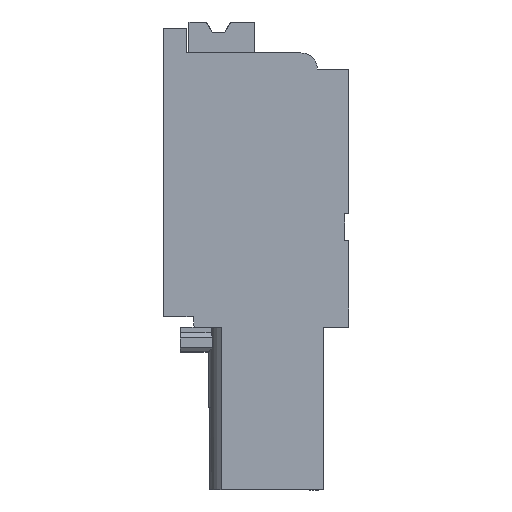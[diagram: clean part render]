
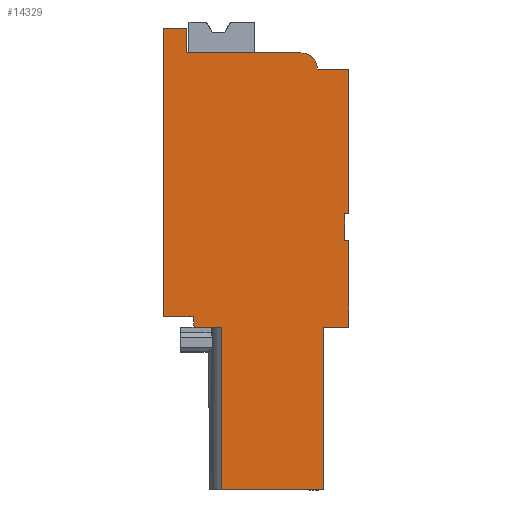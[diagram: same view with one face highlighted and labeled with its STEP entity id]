
A CAD part, left-side view. The second image highlights one B-rep face of the part: STEP entity #14329.
In plain terms, the highlighted planar face has unit normal (-1, 0, 0).
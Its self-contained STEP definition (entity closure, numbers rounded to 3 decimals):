
#2827=AXIS2_PLACEMENT_3D('Circle Axis2P3D',#2825,#2826,$) ;
#14302=AXIS2_PLACEMENT_3D('Plane Axis2P3D',#14299,#14300,#14301) ;
#40=CARTESIAN_POINT('Vertex',(0.,0.,13.4)) ;
#45=CARTESIAN_POINT('Line Origine',(0.,0.1,13.4)) ;
#49=CARTESIAN_POINT('Vertex',(0.,0.2,13.4)) ;
#83=CARTESIAN_POINT('Line Origine',(0.,0.2,12.75)) ;
#87=CARTESIAN_POINT('Vertex',(0.,0.2,12.1)) ;
#107=CARTESIAN_POINT('Line Origine',(0.,0.1,12.1)) ;
#111=CARTESIAN_POINT('Vertex',(0.,0.,12.1)) ;
#138=CARTESIAN_POINT('Line Origine',(0.,0.,10.)) ;
#142=CARTESIAN_POINT('Vertex',(0.,0.,7.9)) ;
#793=CARTESIAN_POINT('Line Origine',(0.,0.612,7.9)) ;
#797=CARTESIAN_POINT('Vertex',(0.,1.224,7.9)) ;
#1210=CARTESIAN_POINT('Line Origine',(0.,1.224,3.95)) ;
#1214=CARTESIAN_POINT('Vertex',(0.,1.224,0.)) ;
#2089=CARTESIAN_POINT('Line Origine',(0.,3.705,0.)) ;
#2093=CARTESIAN_POINT('Vertex',(0.,6.187,0.)) ;
#2822=CARTESIAN_POINT('Vertex',(0.,2.325,21.2)) ;
#2825=CARTESIAN_POINT('Axis2P3D Location',(0.,2.325,20.4)) ;
#2829=CARTESIAN_POINT('Vertex',(0.,1.525,20.4)) ;
#2955=CARTESIAN_POINT('Line Origine',(0.,5.087,21.2)) ;
#2959=CARTESIAN_POINT('Vertex',(0.,7.85,21.2)) ;
#3713=CARTESIAN_POINT('Line Origine',(0.,7.85,21.8)) ;
#3717=CARTESIAN_POINT('Vertex',(0.,7.85,22.4)) ;
#3744=CARTESIAN_POINT('Line Origine',(0.,8.425,22.4)) ;
#3748=CARTESIAN_POINT('Vertex',(0.,9.,22.4)) ;
#3775=CARTESIAN_POINT('Line Origine',(0.,9.,15.4)) ;
#3779=CARTESIAN_POINT('Vertex',(0.,9.,8.4)) ;
#4044=CARTESIAN_POINT('Line Origine',(0.,8.272,8.4)) ;
#4048=CARTESIAN_POINT('Vertex',(0.,7.545,8.4)) ;
#4200=CARTESIAN_POINT('Vertex',(0.,7.501,7.9)) ;
#4203=CARTESIAN_POINT('Line Origine',(0.,7.523,8.15)) ;
#4274=CARTESIAN_POINT('Vertex',(0.,6.187,7.9)) ;
#4277=CARTESIAN_POINT('Line Origine',(0.,6.844,7.9)) ;
#11982=CARTESIAN_POINT('Line Origine',(0.,0.762,20.4)) ;
#11986=CARTESIAN_POINT('Vertex',(0.,0.,20.4)) ;
#13420=CARTESIAN_POINT('Line Origine',(0.,6.187,3.95)) ;
#14299=CARTESIAN_POINT('Axis2P3D Location',(0.,0.,0.)) ;
#14304=CARTESIAN_POINT('Line Origine',(0.,0.,16.9)) ;
#46=DIRECTION('Vector Direction',(0.,1.,0.)) ;
#84=DIRECTION('Vector Direction',(0.,0.,1.)) ;
#108=DIRECTION('Vector Direction',(0.,-1.,0.)) ;
#139=DIRECTION('Vector Direction',(0.,0.,1.)) ;
#794=DIRECTION('Vector Direction',(0.,1.,0.)) ;
#1211=DIRECTION('Vector Direction',(0.,0.,1.)) ;
#2090=DIRECTION('Vector Direction',(0.,-1.,0.)) ;
#2826=DIRECTION('Axis2P3D Direction',(-1.,-0.,0.)) ;
#2956=DIRECTION('Vector Direction',(0.,-1.,0.)) ;
#3714=DIRECTION('Vector Direction',(0.,0.,-1.)) ;
#3745=DIRECTION('Vector Direction',(0.,-1.,0.)) ;
#3776=DIRECTION('Vector Direction',(0.,0.,1.)) ;
#4045=DIRECTION('Vector Direction',(0.,-1.,0.)) ;
#4204=DIRECTION('Vector Direction',(0.,0.087,0.996)) ;
#4278=DIRECTION('Vector Direction',(0.,1.,0.)) ;
#11983=DIRECTION('Vector Direction',(0.,-1.,0.)) ;
#13421=DIRECTION('Vector Direction',(0.,0.,1.)) ;
#14300=DIRECTION('Axis2P3D Direction',(-1.,0.,0.)) ;
#14301=DIRECTION('Axis2P3D XDirection',(0.,0.,1.)) ;
#14305=DIRECTION('Vector Direction',(0.,0.,1.)) ;
#47=VECTOR('Line Direction',#46,1.) ;
#85=VECTOR('Line Direction',#84,1.) ;
#109=VECTOR('Line Direction',#108,1.) ;
#140=VECTOR('Line Direction',#139,1.) ;
#795=VECTOR('Line Direction',#794,1.) ;
#1212=VECTOR('Line Direction',#1211,1.) ;
#2091=VECTOR('Line Direction',#2090,1.) ;
#2957=VECTOR('Line Direction',#2956,1.) ;
#3715=VECTOR('Line Direction',#3714,1.) ;
#3746=VECTOR('Line Direction',#3745,1.) ;
#3777=VECTOR('Line Direction',#3776,1.) ;
#4046=VECTOR('Line Direction',#4045,1.) ;
#4205=VECTOR('Line Direction',#4204,1.) ;
#4279=VECTOR('Line Direction',#4278,1.) ;
#11984=VECTOR('Line Direction',#11983,1.) ;
#13422=VECTOR('Line Direction',#13421,1.) ;
#14306=VECTOR('Line Direction',#14305,1.) ;
#14310=ORIENTED_EDGE('',*,*,#14308,.T.) ;
#14311=ORIENTED_EDGE('',*,*,#11988,.T.) ;
#14312=ORIENTED_EDGE('',*,*,#2831,.T.) ;
#14313=ORIENTED_EDGE('',*,*,#2961,.T.) ;
#14314=ORIENTED_EDGE('',*,*,#3719,.T.) ;
#14315=ORIENTED_EDGE('',*,*,#3750,.T.) ;
#14316=ORIENTED_EDGE('',*,*,#3781,.T.) ;
#14317=ORIENTED_EDGE('',*,*,#4050,.T.) ;
#14318=ORIENTED_EDGE('',*,*,#4207,.T.) ;
#14319=ORIENTED_EDGE('',*,*,#4281,.T.) ;
#14320=ORIENTED_EDGE('',*,*,#13424,.F.) ;
#14321=ORIENTED_EDGE('',*,*,#2095,.T.) ;
#14322=ORIENTED_EDGE('',*,*,#1216,.T.) ;
#14323=ORIENTED_EDGE('',*,*,#799,.T.) ;
#14324=ORIENTED_EDGE('',*,*,#144,.T.) ;
#14325=ORIENTED_EDGE('',*,*,#113,.T.) ;
#14326=ORIENTED_EDGE('',*,*,#89,.T.) ;
#14327=ORIENTED_EDGE('',*,*,#51,.T.) ;
#14329=ADVANCED_FACE('HOUSING',(#14328),#14303,.T.) ;
#2828=CIRCLE('generated circle',#2827,0.8) ;
#51=EDGE_CURVE('',#50,#41,#48,.F.) ;
#89=EDGE_CURVE('',#88,#50,#86,.T.) ;
#113=EDGE_CURVE('',#112,#88,#110,.F.) ;
#144=EDGE_CURVE('',#143,#112,#141,.T.) ;
#799=EDGE_CURVE('',#798,#143,#796,.F.) ;
#1216=EDGE_CURVE('',#1215,#798,#1213,.T.) ;
#2095=EDGE_CURVE('',#2094,#1215,#2092,.T.) ;
#2831=EDGE_CURVE('',#2830,#2823,#2828,.T.) ;
#2961=EDGE_CURVE('',#2823,#2960,#2958,.F.) ;
#3719=EDGE_CURVE('',#2960,#3718,#3716,.F.) ;
#3750=EDGE_CURVE('',#3718,#3749,#3747,.F.) ;
#3781=EDGE_CURVE('',#3749,#3780,#3778,.F.) ;
#4050=EDGE_CURVE('',#3780,#4049,#4047,.T.) ;
#4207=EDGE_CURVE('',#4049,#4201,#4206,.F.) ;
#4281=EDGE_CURVE('',#4201,#4275,#4280,.F.) ;
#11988=EDGE_CURVE('',#11987,#2830,#11985,.F.) ;
#13424=EDGE_CURVE('',#2094,#4275,#13423,.T.) ;
#14308=EDGE_CURVE('',#41,#11987,#14307,.T.) ;
#14309=EDGE_LOOP('',(#14310,#14311,#14312,#14313,#14314,#14315,#14316,#14317,#14318,#14319,#14320,#14321,#14322,#14323,#14324,#14325,#14326,#14327)) ;
#14328=FACE_OUTER_BOUND('',#14309,.T.) ;
#48=LINE('Line',#45,#47) ;
#86=LINE('Line',#83,#85) ;
#110=LINE('Line',#107,#109) ;
#141=LINE('Line',#138,#140) ;
#796=LINE('Line',#793,#795) ;
#1213=LINE('Line',#1210,#1212) ;
#2092=LINE('Line',#2089,#2091) ;
#2958=LINE('Line',#2955,#2957) ;
#3716=LINE('Line',#3713,#3715) ;
#3747=LINE('Line',#3744,#3746) ;
#3778=LINE('Line',#3775,#3777) ;
#4047=LINE('Line',#4044,#4046) ;
#4206=LINE('Line',#4203,#4205) ;
#4280=LINE('Line',#4277,#4279) ;
#11985=LINE('Line',#11982,#11984) ;
#13423=LINE('Line',#13420,#13422) ;
#14307=LINE('Line',#14304,#14306) ;
#14303=PLANE('',#14302) ;
#41=VERTEX_POINT('',#40) ;
#50=VERTEX_POINT('',#49) ;
#88=VERTEX_POINT('',#87) ;
#112=VERTEX_POINT('',#111) ;
#143=VERTEX_POINT('',#142) ;
#798=VERTEX_POINT('',#797) ;
#1215=VERTEX_POINT('',#1214) ;
#2094=VERTEX_POINT('',#2093) ;
#2823=VERTEX_POINT('',#2822) ;
#2830=VERTEX_POINT('',#2829) ;
#2960=VERTEX_POINT('',#2959) ;
#3718=VERTEX_POINT('',#3717) ;
#3749=VERTEX_POINT('',#3748) ;
#3780=VERTEX_POINT('',#3779) ;
#4049=VERTEX_POINT('',#4048) ;
#4201=VERTEX_POINT('',#4200) ;
#4275=VERTEX_POINT('',#4274) ;
#11987=VERTEX_POINT('',#11986) ;
